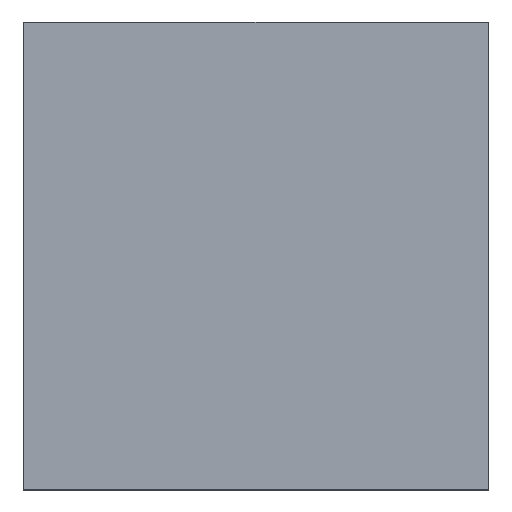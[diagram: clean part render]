
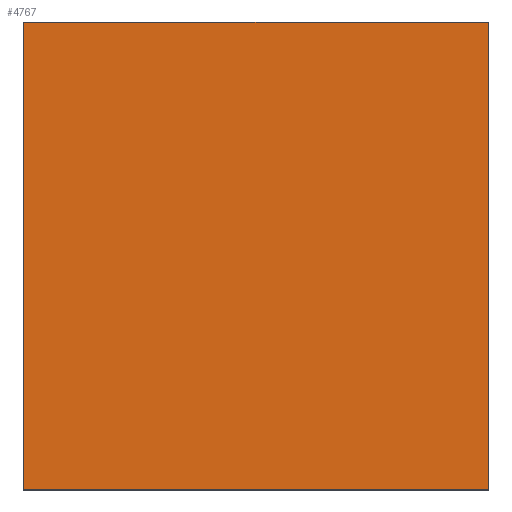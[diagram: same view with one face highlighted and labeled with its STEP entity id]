
A CAD part, top view. The second image highlights one B-rep face of the part: STEP entity #4767.
In plain terms, the highlighted planar face has unit normal (0, 0, 1).
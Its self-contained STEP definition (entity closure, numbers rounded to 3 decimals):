
#2075 = PLANE('',#2076);
#2076 = AXIS2_PLACEMENT_3D('',#2077,#2078,#2079);
#2077 = CARTESIAN_POINT('',(15.1,-14.68,0.55));
#2078 = DIRECTION('',(0.,1.,0.));
#2079 = DIRECTION('',(0.,0.,-1.));
#4468 = EDGE_CURVE('',#4469,#4471,#4473,.T.);
#4469 = VERTEX_POINT('',#4470);
#4470 = CARTESIAN_POINT('',(15.1,-14.68,14.95));
#4471 = VERTEX_POINT('',#4472);
#4472 = CARTESIAN_POINT('',(-2.6,-14.68,14.95));
#4473 = SURFACE_CURVE('',#4474,(#4478,#4485),.PCURVE_S1.);
#4474 = LINE('',#4475,#4476);
#4475 = CARTESIAN_POINT('',(15.1,-14.68,14.95));
#4476 = VECTOR('',#4477,1.);
#4477 = DIRECTION('',(-1.,0.,0.));
#4478 = PCURVE('',#2075,#4479);
#4479 = DEFINITIONAL_REPRESENTATION('',(#4480),#4484);
#4480 = LINE('',#4481,#4482);
#4481 = CARTESIAN_POINT('',(-14.4,0.));
#4482 = VECTOR('',#4483,1.);
#4483 = DIRECTION('',(0.,1.));
#4484 = ( GEOMETRIC_REPRESENTATION_CONTEXT(2) 
PARAMETRIC_REPRESENTATION_CONTEXT() REPRESENTATION_CONTEXT('2D SPACE',''
  ) );
#4485 = PCURVE('',#4486,#4491);
#4486 = PLANE('',#4487);
#4487 = AXIS2_PLACEMENT_3D('',#4488,#4489,#4490);
#4488 = CARTESIAN_POINT('',(15.1,3.12,14.95));
#4489 = DIRECTION('',(0.,0.,1.));
#4490 = DIRECTION('',(1.,0.,0.));
#4491 = DEFINITIONAL_REPRESENTATION('',(#4492),#4496);
#4492 = LINE('',#4493,#4494);
#4493 = CARTESIAN_POINT('',(0.,-17.8));
#4494 = VECTOR('',#4495,1.);
#4495 = DIRECTION('',(-1.,0.));
#4496 = ( GEOMETRIC_REPRESENTATION_CONTEXT(2) 
PARAMETRIC_REPRESENTATION_CONTEXT() REPRESENTATION_CONTEXT('2D SPACE',''
  ) );
#4514 = PLANE('',#4515);
#4515 = AXIS2_PLACEMENT_3D('',#4516,#4517,#4518);
#4516 = CARTESIAN_POINT('',(-2.6,-14.68,0.55));
#4517 = DIRECTION('',(1.,0.,0.));
#4518 = DIRECTION('',(0.,0.,-1.));
#4568 = PLANE('',#4569);
#4569 = AXIS2_PLACEMENT_3D('',#4570,#4571,#4572);
#4570 = CARTESIAN_POINT('',(15.1,-14.68,0.55));
#4571 = DIRECTION('',(-1.,0.,0.));
#4572 = DIRECTION('',(0.,1.,0.));
#4639 = EDGE_CURVE('',#4471,#4640,#4642,.T.);
#4640 = VERTEX_POINT('',#4641);
#4641 = CARTESIAN_POINT('',(-2.6,3.12,14.95));
#4642 = SURFACE_CURVE('',#4643,(#4647,#4654),.PCURVE_S1.);
#4643 = LINE('',#4644,#4645);
#4644 = CARTESIAN_POINT('',(-2.6,-14.68,14.95));
#4645 = VECTOR('',#4646,1.);
#4646 = DIRECTION('',(0.,1.,0.));
#4647 = PCURVE('',#4514,#4648);
#4648 = DEFINITIONAL_REPRESENTATION('',(#4649),#4653);
#4649 = LINE('',#4650,#4651);
#4650 = CARTESIAN_POINT('',(-14.4,0.));
#4651 = VECTOR('',#4652,1.);
#4652 = DIRECTION('',(0.,1.));
#4653 = ( GEOMETRIC_REPRESENTATION_CONTEXT(2) 
PARAMETRIC_REPRESENTATION_CONTEXT() REPRESENTATION_CONTEXT('2D SPACE',''
  ) );
#4654 = PCURVE('',#4486,#4655);
#4655 = DEFINITIONAL_REPRESENTATION('',(#4656),#4660);
#4656 = LINE('',#4657,#4658);
#4657 = CARTESIAN_POINT('',(-17.7,-17.8));
#4658 = VECTOR('',#4659,1.);
#4659 = DIRECTION('',(0.,1.));
#4660 = ( GEOMETRIC_REPRESENTATION_CONTEXT(2) 
PARAMETRIC_REPRESENTATION_CONTEXT() REPRESENTATION_CONTEXT('2D SPACE',''
  ) );
#4678 = PLANE('',#4679);
#4679 = AXIS2_PLACEMENT_3D('',#4680,#4681,#4682);
#4680 = CARTESIAN_POINT('',(15.1,3.12,0.55));
#4681 = DIRECTION('',(0.,-1.,0.));
#4682 = DIRECTION('',(0.,0.,1.));
#4767 = ADVANCED_FACE('',(#4768),#4486,.T.);
#4768 = FACE_BOUND('',#4769,.T.);
#4769 = EDGE_LOOP('',(#4770,#4793,#4814,#4815));
#4770 = ORIENTED_EDGE('',*,*,#4771,.F.);
#4771 = EDGE_CURVE('',#4772,#4469,#4774,.T.);
#4772 = VERTEX_POINT('',#4773);
#4773 = CARTESIAN_POINT('',(15.1,3.12,14.95));
#4774 = SURFACE_CURVE('',#4775,(#4779,#4786),.PCURVE_S1.);
#4775 = LINE('',#4776,#4777);
#4776 = CARTESIAN_POINT('',(15.1,-14.68,14.95));
#4777 = VECTOR('',#4778,1.);
#4778 = DIRECTION('',(0.,-1.,0.));
#4779 = PCURVE('',#4486,#4780);
#4780 = DEFINITIONAL_REPRESENTATION('',(#4781),#4785);
#4781 = LINE('',#4782,#4783);
#4782 = CARTESIAN_POINT('',(0.,-17.8));
#4783 = VECTOR('',#4784,1.);
#4784 = DIRECTION('',(0.,-1.));
#4785 = ( GEOMETRIC_REPRESENTATION_CONTEXT(2) 
PARAMETRIC_REPRESENTATION_CONTEXT() REPRESENTATION_CONTEXT('2D SPACE',''
  ) );
#4786 = PCURVE('',#4568,#4787);
#4787 = DEFINITIONAL_REPRESENTATION('',(#4788),#4792);
#4788 = LINE('',#4789,#4790);
#4789 = CARTESIAN_POINT('',(0.,-14.4));
#4790 = VECTOR('',#4791,1.);
#4791 = DIRECTION('',(-1.,0.));
#4792 = ( GEOMETRIC_REPRESENTATION_CONTEXT(2) 
PARAMETRIC_REPRESENTATION_CONTEXT() REPRESENTATION_CONTEXT('2D SPACE',''
  ) );
#4793 = ORIENTED_EDGE('',*,*,#4794,.F.);
#4794 = EDGE_CURVE('',#4640,#4772,#4795,.T.);
#4795 = SURFACE_CURVE('',#4796,(#4800,#4807),.PCURVE_S1.);
#4796 = LINE('',#4797,#4798);
#4797 = CARTESIAN_POINT('',(15.1,3.12,14.95));
#4798 = VECTOR('',#4799,1.);
#4799 = DIRECTION('',(1.,0.,0.));
#4800 = PCURVE('',#4486,#4801);
#4801 = DEFINITIONAL_REPRESENTATION('',(#4802),#4806);
#4802 = LINE('',#4803,#4804);
#4803 = CARTESIAN_POINT('',(0.,0.));
#4804 = VECTOR('',#4805,1.);
#4805 = DIRECTION('',(1.,0.));
#4806 = ( GEOMETRIC_REPRESENTATION_CONTEXT(2) 
PARAMETRIC_REPRESENTATION_CONTEXT() REPRESENTATION_CONTEXT('2D SPACE',''
  ) );
#4807 = PCURVE('',#4678,#4808);
#4808 = DEFINITIONAL_REPRESENTATION('',(#4809),#4813);
#4809 = LINE('',#4810,#4811);
#4810 = CARTESIAN_POINT('',(14.4,0.));
#4811 = VECTOR('',#4812,1.);
#4812 = DIRECTION('',(0.,-1.));
#4813 = ( GEOMETRIC_REPRESENTATION_CONTEXT(2) 
PARAMETRIC_REPRESENTATION_CONTEXT() REPRESENTATION_CONTEXT('2D SPACE',''
  ) );
#4814 = ORIENTED_EDGE('',*,*,#4639,.F.);
#4815 = ORIENTED_EDGE('',*,*,#4468,.F.);
